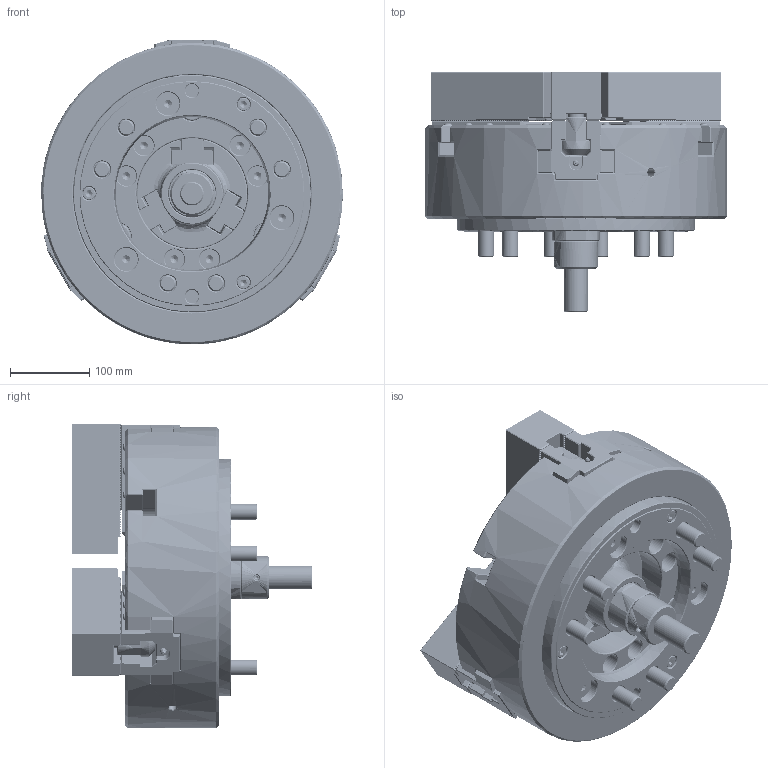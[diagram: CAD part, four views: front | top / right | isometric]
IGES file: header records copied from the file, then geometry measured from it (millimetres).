
Global section: file name: HNo Iges File Name specified; native system: Autodesk Inventor 2013; preprocessor: AutoDesk Inventor Iges Exporter R2013; author: 251; date: 20130911.114903; units: millimetre
Bounding box: 380.9 x 303.53 x 384.96 mm (x, y, z)
Volume: 14638594.5 mm3; surface area: 1260233.3 mm2
Topology: 1 solids, 77 shells, 5610 faces, 17437 edges, 11043 vertices
Faces by surface type: bspline 5610
